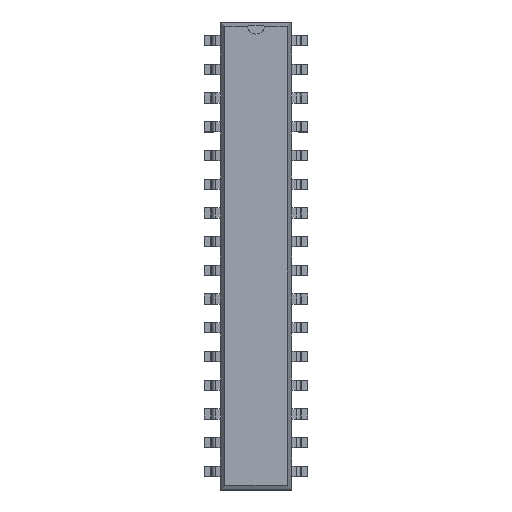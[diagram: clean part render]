
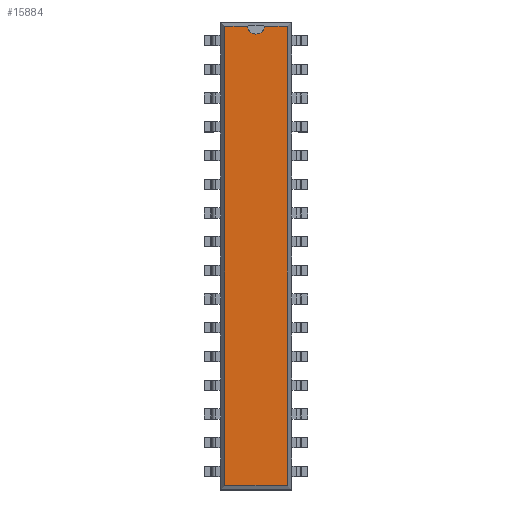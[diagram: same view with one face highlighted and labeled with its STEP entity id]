
A CAD part, top view. The second image highlights one B-rep face of the part: STEP entity #15884.
In plain terms, the highlighted planar face has unit normal (0, 0, 1).
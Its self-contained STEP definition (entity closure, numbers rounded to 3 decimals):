
#10371 = VERTEX_POINT('',#10372);
#10372 = CARTESIAN_POINT('',(2.776,20.302,3.68));
#10377 = EDGE_CURVE('',#10378,#10371,#10380,.T.);
#10378 = VERTEX_POINT('',#10379);
#10379 = CARTESIAN_POINT('',(2.776,-20.302,3.68));
#10380 = LINE('',#10381,#10382);
#10381 = CARTESIAN_POINT('',(2.776,-20.302,3.68));
#10382 = VECTOR('',#10383,1.);
#10383 = DIRECTION('',(0.,1.,0.));
#13041 = VERTEX_POINT('',#13042);
#13042 = CARTESIAN_POINT('',(-2.776,20.302,3.68));
#13047 = EDGE_CURVE('',#13048,#13041,#13050,.T.);
#13048 = VERTEX_POINT('',#13049);
#13049 = CARTESIAN_POINT('',(-0.746,20.302,3.68));
#13050 = LINE('',#13051,#13052);
#13051 = CARTESIAN_POINT('',(2.776,20.302,3.68));
#13052 = VECTOR('',#13053,1.);
#13053 = DIRECTION('',(-1.,0.,0.));
#13073 = VERTEX_POINT('',#13074);
#13074 = CARTESIAN_POINT('',(0.746,20.302,3.68));
#13082 = EDGE_CURVE('',#10371,#13073,#13083,.T.);
#13083 = LINE('',#13084,#13085);
#13084 = CARTESIAN_POINT('',(2.776,20.302,3.68));
#13085 = VECTOR('',#13086,1.);
#13086 = DIRECTION('',(-1.,0.,0.));
#13210 = VERTEX_POINT('',#13211);
#13211 = CARTESIAN_POINT('',(-2.776,-20.302,3.68));
#13216 = EDGE_CURVE('',#13041,#13210,#13217,.T.);
#13217 = LINE('',#13218,#13219);
#13218 = CARTESIAN_POINT('',(-2.776,20.302,3.68));
#13219 = VECTOR('',#13220,1.);
#13220 = DIRECTION('',(0.,-1.,0.));
#15873 = EDGE_CURVE('',#13210,#10378,#15874,.T.);
#15874 = LINE('',#15875,#15876);
#15875 = CARTESIAN_POINT('',(-2.776,-20.302,3.68));
#15876 = VECTOR('',#15877,1.);
#15877 = DIRECTION('',(1.,0.,0.));
#15884 = ADVANCED_FACE('',(#15885),#15908,.F.);
#15885 = FACE_BOUND('',#15886,.F.);
#15886 = EDGE_LOOP('',(#15887,#15888,#15889,#15890,#15891,#15900,#15907)
);
#15887 = ORIENTED_EDGE('',*,*,#10377,.F.);
#15888 = ORIENTED_EDGE('',*,*,#15873,.F.);
#15889 = ORIENTED_EDGE('',*,*,#13216,.F.);
#15890 = ORIENTED_EDGE('',*,*,#13047,.F.);
#15891 = ORIENTED_EDGE('',*,*,#15892,.F.);
#15892 = EDGE_CURVE('',#15893,#13048,#15895,.T.);
#15893 = VERTEX_POINT('',#15894);
#15894 = CARTESIAN_POINT('',(0.,19.627,3.68)
);
#15895 = CIRCLE('',#15896,0.75);
#15896 = AXIS2_PLACEMENT_3D('',#15897,#15898,#15899);
#15897 = CARTESIAN_POINT('',(0.,20.377,3.68)
);
#15898 = DIRECTION('',(0.,0.,-1.));
#15899 = DIRECTION('',(0.,-1.,0.));
#15900 = ORIENTED_EDGE('',*,*,#15901,.F.);
#15901 = EDGE_CURVE('',#13073,#15893,#15902,.T.);
#15902 = CIRCLE('',#15903,0.75);
#15903 = AXIS2_PLACEMENT_3D('',#15904,#15905,#15906);
#15904 = CARTESIAN_POINT('',(0.,20.377,3.68)
);
#15905 = DIRECTION('',(0.,0.,-1.));
#15906 = DIRECTION('',(0.,-1.,0.));
#15907 = ORIENTED_EDGE('',*,*,#13082,.F.);
#15908 = PLANE('',#15909);
#15909 = AXIS2_PLACEMENT_3D('',#15910,#15911,#15912);
#15910 = CARTESIAN_POINT('',(2.776,-20.302,3.68));
#15911 = DIRECTION('',(0.,0.,-1.));
#15912 = DIRECTION('',(-0.135,0.991,0.));
